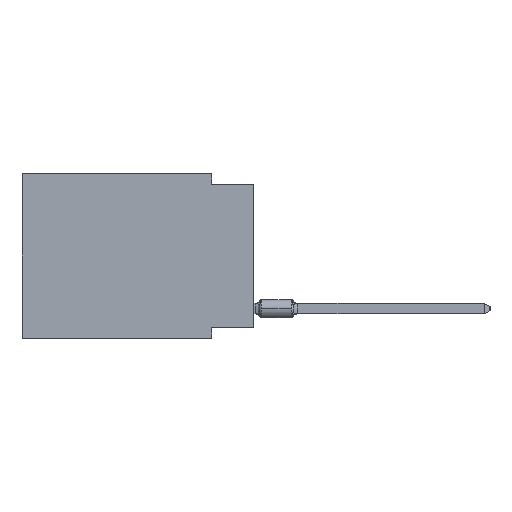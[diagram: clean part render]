
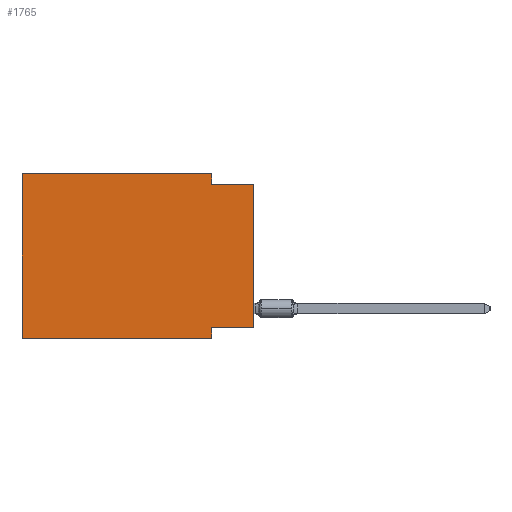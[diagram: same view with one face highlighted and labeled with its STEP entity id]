
A CAD part, left-side view. The second image highlights one B-rep face of the part: STEP entity #1765.
In plain terms, the highlighted planar face has unit normal (-1, 0, 0).
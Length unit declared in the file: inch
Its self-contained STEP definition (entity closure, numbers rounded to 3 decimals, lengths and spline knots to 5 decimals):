
#291 = DIRECTION ( 'NONE',  ( 0., -1., 0. ) ) ;
#943 = DIRECTION ( 'NONE',  ( 0., -1., 0. ) ) ;
#1192 = VERTEX_POINT ( 'NONE', #7422 ) ;
#1765 = ADVANCED_FACE ( 'NONE', ( #22441 ), #24660, .F. ) ;
#2153 = CARTESIAN_POINT ( 'NONE',  ( 0., 0.1, 0. ) ) ;
#2211 = LINE ( 'NONE', #9313, #18862 ) ;
#2430 = VECTOR ( 'NONE', #12121, 39.37008 ) ;
#2502 = EDGE_CURVE ( 'NONE', #5052, #7018, #2211, .T. ) ;
#3755 = EDGE_CURVE ( 'NONE', #27113, #7018, #13458, .T. ) ;
#3881 = CARTESIAN_POINT ( 'NONE',  ( 0., 0.55, -0.39 ) ) ;
#4491 = DIRECTION ( 'NONE',  ( 0., 0., 1. ) ) ;
#4538 = CARTESIAN_POINT ( 'NONE',  ( 0., 0.55, 0. ) ) ;
#5046 = ORIENTED_EDGE ( 'NONE', *, *, #12955, .F. ) ;
#5052 = VERTEX_POINT ( 'NONE', #24244 ) ;
#5982 = CARTESIAN_POINT ( 'NONE',  ( 0., 0., -0.025 ) ) ;
#6582 = ORIENTED_EDGE ( 'NONE', *, *, #2502, .F. ) ;
#7018 = VERTEX_POINT ( 'NONE', #5982 ) ;
#7422 = CARTESIAN_POINT ( 'NONE',  ( 0., 0.1, -0.365 ) ) ;
#7873 = EDGE_CURVE ( 'NONE', #1192, #21045, #10071, .T. ) ;
#7965 = VECTOR ( 'NONE', #26258, 39.37008 ) ;
#8027 = CARTESIAN_POINT ( 'NONE',  ( 0., 0.55, 0. ) ) ;
#8662 = CARTESIAN_POINT ( 'NONE',  ( 0., 0., -0.365 ) ) ;
#8709 = DIRECTION ( 'NONE',  ( 0., 0., -1. ) ) ;
#9212 = ORIENTED_EDGE ( 'NONE', *, *, #3755, .T. ) ;
#9313 = CARTESIAN_POINT ( 'NONE',  ( 0., 0., -0.025 ) ) ;
#10044 = ORIENTED_EDGE ( 'NONE', *, *, #29153, .T. ) ;
#10071 = LINE ( 'NONE', #14790, #2430 ) ;
#10567 = VECTOR ( 'NONE', #20068, 39.37008 ) ;
#10579 = EDGE_LOOP ( 'NONE', ( #9212, #6582, #20567, #5046, #25238, #10044, #19364, #21902 ) ) ;
#11870 = LINE ( 'NONE', #15872, #24258 ) ;
#12121 = DIRECTION ( 'NONE',  ( 0., 0., -1. ) ) ;
#12294 = VERTEX_POINT ( 'NONE', #15766 ) ;
#12357 = CARTESIAN_POINT ( 'NONE',  ( 0., 0., -0.365 ) ) ;
#12484 = EDGE_CURVE ( 'NONE', #27113, #1192, #15580, .T. ) ;
#12924 = VERTEX_POINT ( 'NONE', #8027 ) ;
#12955 = EDGE_CURVE ( 'NONE', #12924, #12294, #19717, .T. ) ;
#13458 = LINE ( 'NONE', #22631, #24444 ) ;
#14543 = CARTESIAN_POINT ( 'NONE',  ( 0., 0.55, -0.39 ) ) ;
#14790 = CARTESIAN_POINT ( 'NONE',  ( 0., 0.1, -0.39 ) ) ;
#15580 = LINE ( 'NONE', #8662, #7965 ) ;
#15766 = CARTESIAN_POINT ( 'NONE',  ( 0., 0.1, 0. ) ) ;
#15872 = CARTESIAN_POINT ( 'NONE',  ( 0., 0.55, 0. ) ) ;
#17186 = VECTOR ( 'NONE', #943, 39.37008 ) ;
#18862 = VECTOR ( 'NONE', #291, 39.37008 ) ;
#19364 = ORIENTED_EDGE ( 'NONE', *, *, #7873, .F. ) ;
#19458 = VECTOR ( 'NONE', #29015, 39.37008 ) ;
#19635 = LINE ( 'NONE', #2153, #10567 ) ;
#19717 = LINE ( 'NONE', #28594, #19458 ) ;
#20068 = DIRECTION ( 'NONE',  ( 0., 0., -1. ) ) ;
#20525 = EDGE_CURVE ( 'NONE', #12294, #5052, #19635, .T. ) ;
#20567 = ORIENTED_EDGE ( 'NONE', *, *, #20525, .F. ) ;
#21045 = VERTEX_POINT ( 'NONE', #21956 ) ;
#21092 = EDGE_CURVE ( 'NONE', #22590, #12924, #11870, .T. ) ;
#21210 = LINE ( 'NONE', #14543, #17186 ) ;
#21902 = ORIENTED_EDGE ( 'NONE', *, *, #12484, .F. ) ;
#21956 = CARTESIAN_POINT ( 'NONE',  ( 0., 0.1, -0.39 ) ) ;
#22441 = FACE_OUTER_BOUND ( 'NONE', #10579, .T. ) ;
#22590 = VERTEX_POINT ( 'NONE', #3881 ) ;
#22631 = CARTESIAN_POINT ( 'NONE',  ( 0., 0., 0. ) ) ;
#24244 = CARTESIAN_POINT ( 'NONE',  ( 0., 0.1, -0.025 ) ) ;
#24258 = VECTOR ( 'NONE', #4491, 39.37008 ) ;
#24444 = VECTOR ( 'NONE', #27363, 39.37008 ) ;
#24660 = PLANE ( 'NONE',  #26156 ) ;
#24945 = DIRECTION ( 'NONE',  ( 1., 0., 0. ) ) ;
#25238 = ORIENTED_EDGE ( 'NONE', *, *, #21092, .F. ) ;
#26156 = AXIS2_PLACEMENT_3D ( 'NONE', #4538, #24945, #8709 ) ;
#26258 = DIRECTION ( 'NONE',  ( 0., 1., 0. ) ) ;
#27113 = VERTEX_POINT ( 'NONE', #12357 ) ;
#27363 = DIRECTION ( 'NONE',  ( 0., 0., 1. ) ) ;
#28594 = CARTESIAN_POINT ( 'NONE',  ( 0., 0.55, 0. ) ) ;
#29015 = DIRECTION ( 'NONE',  ( 0., -1., 0. ) ) ;
#29153 = EDGE_CURVE ( 'NONE', #22590, #21045, #21210, .T. ) ;
